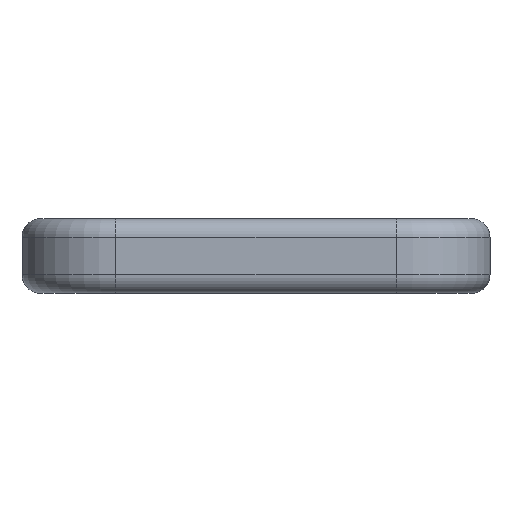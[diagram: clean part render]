
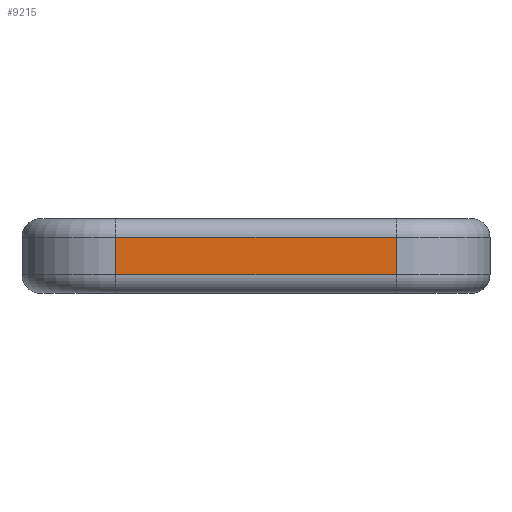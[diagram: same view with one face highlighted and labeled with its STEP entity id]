
A CAD part, front view. The second image highlights one B-rep face of the part: STEP entity #9215.
In plain terms, the highlighted planar face has unit normal (0, -1, 0).
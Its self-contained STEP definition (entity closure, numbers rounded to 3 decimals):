
#94 = CARTESIAN_POINT ( 'NONE',  ( 7.5, -174.4, 4. ) ) ;
#396 = VERTEX_POINT ( 'NONE', #3890 ) ;
#927 = VECTOR ( 'NONE', #1679, 1000. ) ;
#950 = CARTESIAN_POINT ( 'NONE',  ( -7.5, -174.4, 1. ) ) ;
#1633 = VECTOR ( 'NONE', #2626, 1000. ) ;
#1679 = DIRECTION ( 'NONE',  ( 0., 0., -1. ) ) ;
#2161 = ORIENTED_EDGE ( 'NONE', *, *, #4097, .T. ) ;
#2235 = CARTESIAN_POINT ( 'NONE',  ( -12.5, -174.4, 3. ) ) ;
#2626 = DIRECTION ( 'NONE',  ( 1., 0., 0. ) ) ;
#2666 = VERTEX_POINT ( 'NONE', #6771 ) ;
#3063 = EDGE_CURVE ( 'NONE', #4841, #396, #3708, .T. ) ;
#3661 = CARTESIAN_POINT ( 'NONE',  ( -12.5, -174.4, -27.774 ) ) ;
#3708 = LINE ( 'NONE', #7750, #1633 ) ;
#3717 = VECTOR ( 'NONE', #4232, 1000. ) ;
#3719 = LINE ( 'NONE', #7840, #927 ) ;
#3850 = EDGE_CURVE ( 'NONE', #396, #12479, #12370, .T. ) ;
#3890 = CARTESIAN_POINT ( 'NONE',  ( 7.5, -174.4, 1. ) ) ;
#4097 = EDGE_CURVE ( 'NONE', #12479, #2666, #7371, .T. ) ;
#4232 = DIRECTION ( 'NONE',  ( 0., 0., 1. ) ) ;
#4566 = ORIENTED_EDGE ( 'NONE', *, *, #3063, .T. ) ;
#4841 = VERTEX_POINT ( 'NONE', #950 ) ;
#5072 = EDGE_LOOP ( 'NONE', ( #11116, #2161, #8021, #4566 ) ) ;
#5614 = DIRECTION ( 'NONE',  ( 0., 0., -1. ) ) ;
#6771 = CARTESIAN_POINT ( 'NONE',  ( -7.5, -174.4, 3. ) ) ;
#7371 = LINE ( 'NONE', #2235, #7711 ) ;
#7711 = VECTOR ( 'NONE', #11517, 1000. ) ;
#7712 = FACE_OUTER_BOUND ( 'NONE', #5072, .T. ) ;
#7750 = CARTESIAN_POINT ( 'NONE',  ( 7.5, -174.4, 1. ) ) ;
#7780 = DIRECTION ( 'NONE',  ( 0., -1., 0. ) ) ;
#7840 = CARTESIAN_POINT ( 'NONE',  ( -7.5, -174.4, 0. ) ) ;
#7855 = PLANE ( 'NONE',  #9278 ) ;
#8021 = ORIENTED_EDGE ( 'NONE', *, *, #12866, .T. ) ;
#9215 = ADVANCED_FACE ( 'NONE', ( #7712 ), #7855, .T. ) ;
#9278 = AXIS2_PLACEMENT_3D ( 'NONE', #3661, #7780, #5614 ) ;
#10415 = CARTESIAN_POINT ( 'NONE',  ( 7.5, -174.4, 3. ) ) ;
#11116 = ORIENTED_EDGE ( 'NONE', *, *, #3850, .T. ) ;
#11517 = DIRECTION ( 'NONE',  ( -1., 0., 0. ) ) ;
#12370 = LINE ( 'NONE', #94, #3717 ) ;
#12479 = VERTEX_POINT ( 'NONE', #10415 ) ;
#12866 = EDGE_CURVE ( 'NONE', #2666, #4841, #3719, .T. ) ;
